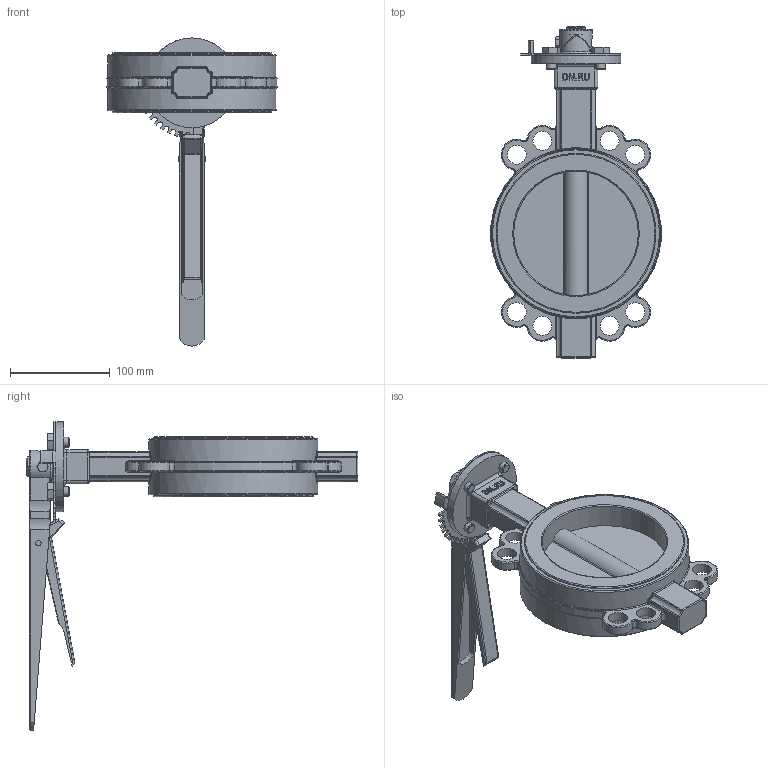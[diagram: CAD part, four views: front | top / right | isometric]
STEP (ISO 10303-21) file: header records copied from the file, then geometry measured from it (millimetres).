
FILE_DESCRIPTION(/* description */ (''),/* implementation_level */ '2;1');
FILE_NAME(/* name */ 'DN125_3D_STEP.stp',/* time_stamp */ '2025-09-03T00:10:54+03:00',/* author */ ('igorr'),/* organization */ (''),/* preprocessor_version */ 'ST-DEVELOPER v20',/* originating_system */ 'Autodesk Inventor 2025',/* authorisation */ '');
FILE_SCHEMA (('AUTOMOTIVE_DESIGN { 1 0 10303 214 3 1 1 }'));
Length unit declared in the file: millimetre
Products named in the file (9): Сборка; Деталь; Сборка1; Деталь3; Деталь4; Деталь5; AS 1110 - M6 x 12; AS 1110 - M5 x 10; AS 1110 - M10 x 16
Assembly tree (11 placements, depth 3):
  Сборка
    Деталь
    AS 1110 - M10 x 16  x4
    Сборка1
      Деталь3
      Деталь4
      Деталь5
      AS 1110 - M6 x 12
    AS 1110 - M5 x 10
Bounding box: 170.89 x 333 x 309 mm (x, y, z)
Volume: 1086728.5 mm3; surface area: 206428.6 mm2
Topology: 10 solids, 10 shells, 767 faces, 1879 edges, 1143 vertices
Faces by surface type: plane 294, cylinder 242, torus 98, bspline 71, cone 44, sphere 18
Full cylindrical faces by diameter (mm): 3.3 x1, 5 x1, 5.5 x5, 6 x1, 8 x1, 9 x4, 10 x5, 11 x2, 16 x4, 19 x8, 30.125 x1, 30.8 x1, 90 x1, 125 x2, 160.5 x2, 169.5 x2
Entity records: 23728 total; most frequent: CARTESIAN_POINT 6322, DIRECTION 3492, ORIENTED_EDGE 3428, EDGE_CURVE 1714, AXIS2_PLACEMENT_3D 1349, VERTEX_POINT 1053, LINE 794, VECTOR 794
